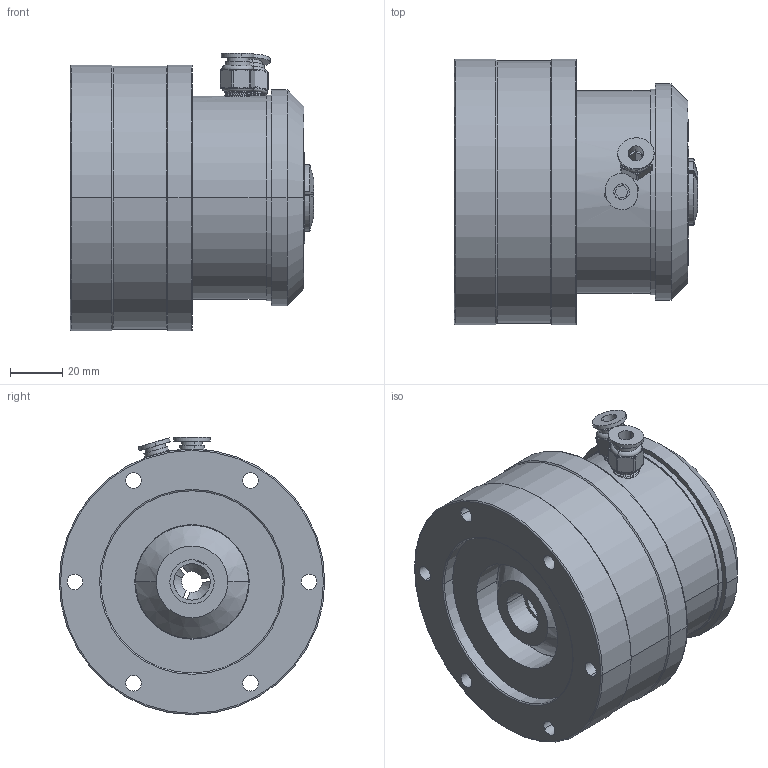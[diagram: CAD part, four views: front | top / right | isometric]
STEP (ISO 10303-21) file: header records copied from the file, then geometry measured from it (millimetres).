
FILE_DESCRIPTION (( 'STEP AP214' ), '1' );
FILE_NAME ('JAC-15+YB-15（8）.STEP', '2023-09-19T08:01:12', ( '' ), ( '' ), 'SwSTEP 2.0', 'SolidWorks 2023', '' );
FILE_SCHEMA (( 'AUTOMOTIVE_DESIGN' ));
Length unit declared in the file: millimetre
Products named in the file (5): YB-15（8）; M10 气嘴; JAC-15; JAC-15 本体; JAC-15+YB-15（8）
Assembly tree (5 placements, depth 3):
  JAC-15+YB-15（8）
    JAC-15
      JAC-15 本体
      M10 气嘴  x2
    YB-15（8）
Bounding box: 93.5 x 102 x 106.5 mm (x, y, z)
Volume: 540173.8 mm3; surface area: 67825.4 mm2
Topology: 4 solids, 4 shells, 619 faces, 1589 edges, 947 vertices
Faces by surface type: cylinder 213, plane 173, bspline 152, cone 33, sphere 28, torus 20
Entity records: 47062 total; most frequent: CARTESIAN_POINT 32367, ORIENTED_EDGE 2474, DIRECTION 1924, EDGE_CURVE 1237, VERTEX_POINT 783, AXIS2_PLACEMENT_3D 699, EDGE_LOOP 538, VECTOR 526
